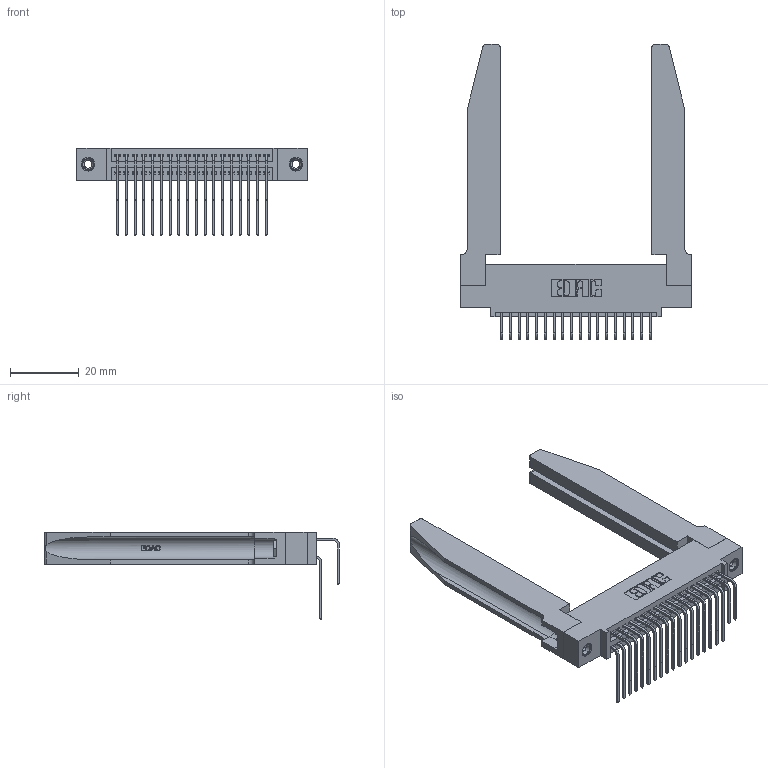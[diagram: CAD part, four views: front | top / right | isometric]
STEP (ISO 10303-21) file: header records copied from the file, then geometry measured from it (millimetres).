
FILE_DESCRIPTION (( 'STEP AP203' ), '1' );
FILE_NAME ('395-036-558-578.STEP', '2019-10-18T02:59:07', ( '' ), ( '' ), 'SwSTEP 2.0', 'SolidWorks 2016', '' );
FILE_SCHEMA (( 'CONFIG_CONTROL_DESIGN' ));
Length unit declared in the file: inch
Products named in the file (6): 345-220-078_345-220-078; 395-036-558-578; 345 Part_0.110 Offset - 0.156 Dia-TH; 345-292-001_558 559 Tail - 1; 345-292-001_558 Tail - 2; 345-250-001_345-250-001-102
Assembly tree (41 placements, depth 2):
  395-036-558-578
    345 Part_0.110 Offset - 0.156 Dia-TH
    345-292-001_558 559 Tail - 1  x18
    345-292-001_558 Tail - 2  x18
    345-250-001_345-250-001-102  x2
    345-220-078_345-220-078  x2
Bounding box: 66.95 x 85.59 x 25.53 mm (x, y, z)
Volume: 14186 mm3; surface area: 16926.3 mm2
Topology: 41 solids, 41 shells, 2236 faces, 6541 edges, 4302 vertices
Faces by surface type: plane 1486, cylinder 698, bspline 36, cone 12, torus 4
Entity records: 23878 total; most frequent: CARTESIAN_POINT 4990, ORIENTED_EDGE 3770, DIRECTION 3395, EDGE_CURVE 1885, VECTOR 1547, LINE 1547, VERTEX_POINT 1248, AXIS2_PLACEMENT_3D 924
